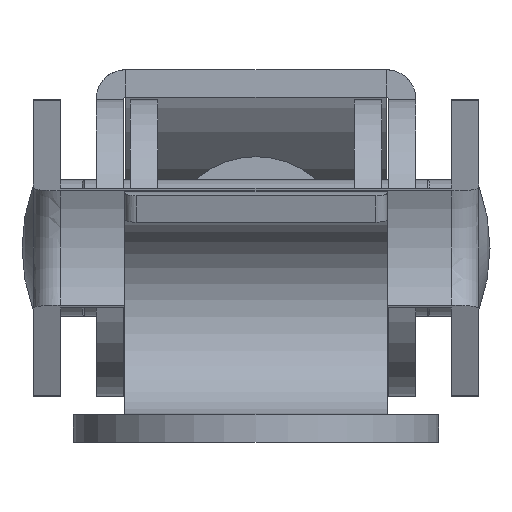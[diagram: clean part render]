
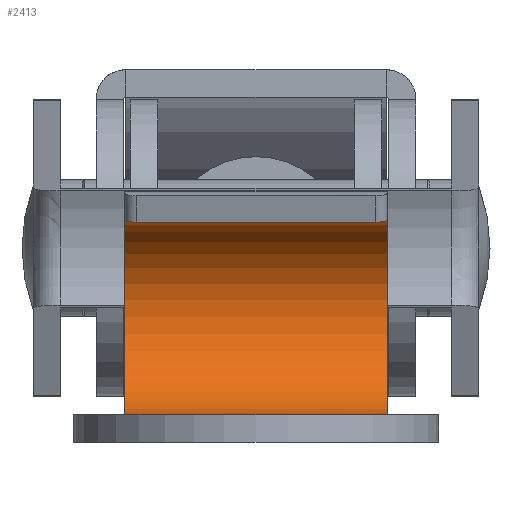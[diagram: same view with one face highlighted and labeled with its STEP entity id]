
A CAD part, left-side view. The second image highlights one B-rep face of the part: STEP entity #2413.
In plain terms, the highlighted cylindrical face has radius 4.3 mm (diameter 8.6 mm), a partial arc.
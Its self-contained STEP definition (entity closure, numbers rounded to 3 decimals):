
#85=CYLINDRICAL_SURFACE('',#2624,4.3);
#261=LINE('',#6698,#431);
#264=LINE('',#6705,#434);
#431=VECTOR('',#3130,10.5);
#434=VECTOR('',#3137,11.5);
#655=FACE_OUTER_BOUND('',#824,.T.);
#824=EDGE_LOOP('',(#2034,#2035,#2036,#2037,#2038,#2039));
#980=CIRCLE('',#2618,4.3);
#982=CIRCLE('',#2625,4.3);
#1071=B_SPLINE_CURVE_WITH_KNOTS('',3,(#6685,#6686,#6687,#6688,#6689,#6690,
#6691,#6692,#6693,#6694),.UNSPECIFIED.,.F.,.F.,(4,2,2,2,4),(0.227,
0.246,0.265,0.284,0.303),
 .UNSPECIFIED.);
#1072=B_SPLINE_CURVE_WITH_KNOTS('',3,(#6706,#6707,#6708,#6709,#6710,#6711,
#6712,#6713,#6714,#6715),.UNSPECIFIED.,.F.,.F.,(4,2,2,2,4),(0.151,
0.17,0.189,0.208,0.227),
 .UNSPECIFIED.);
#1213=VERTEX_POINT('',#6654);
#1214=VERTEX_POINT('',#6656);
#1220=VERTEX_POINT('',#6682);
#1221=VERTEX_POINT('',#6684);
#1222=VERTEX_POINT('',#6697);
#1224=VERTEX_POINT('',#6703);
#1500=EDGE_CURVE('',#1213,#1214,#980,.T.);
#1509=EDGE_CURVE('',#1220,#1221,#1071,.T.);
#1511=EDGE_CURVE('',#1221,#1222,#261,.T.);
#1514=EDGE_CURVE('',#1224,#1220,#982,.T.);
#1515=EDGE_CURVE('',#1214,#1224,#264,.T.);
#1516=EDGE_CURVE('',#1222,#1213,#1072,.T.);
#2034=ORIENTED_EDGE('',*,*,#1509,.F.);
#2035=ORIENTED_EDGE('',*,*,#1514,.F.);
#2036=ORIENTED_EDGE('',*,*,#1515,.F.);
#2037=ORIENTED_EDGE('',*,*,#1500,.F.);
#2038=ORIENTED_EDGE('',*,*,#1516,.F.);
#2039=ORIENTED_EDGE('',*,*,#1511,.F.);
#2413=ADVANCED_FACE('',(#655),#85,.F.);
#2618=AXIS2_PLACEMENT_3D('',#6657,#3111,#3112);
#2624=AXIS2_PLACEMENT_3D('',#6702,#3133,#3134);
#2625=AXIS2_PLACEMENT_3D('',#6704,#3135,#3136);
#3111=DIRECTION('center_axis',(0.,0.,-1.));
#3112=DIRECTION('ref_axis',(0.,1.,0.));
#3130=DIRECTION('',(0.,0.,1.));
#3133=DIRECTION('center_axis',(0.,0.,1.));
#3134=DIRECTION('ref_axis',(0.,1.,0.));
#3135=DIRECTION('center_axis',(0.,0.,1.));
#3136=DIRECTION('ref_axis',(0.,1.,0.));
#3137=DIRECTION('',(0.,0.,-1.));
#6654=CARTESIAN_POINT('',(35.816,9.745,5.75));
#6656=CARTESIAN_POINT('',(36.5,1.2,5.75));
#6657=CARTESIAN_POINT('Origin',(36.5,5.5,5.75));
#6682=CARTESIAN_POINT('',(35.816,9.745,-5.75));
#6684=CARTESIAN_POINT('',(35.327,9.637,-5.25));
#6685=CARTESIAN_POINT('Ctrl Pts',(35.816,9.745,-5.75));
#6686=CARTESIAN_POINT('Ctrl Pts',(35.754,9.735,-5.75));
#6687=CARTESIAN_POINT('Ctrl Pts',(35.688,9.723,-5.738));
#6688=CARTESIAN_POINT('Ctrl Pts',(35.567,9.698,-5.687));
#6689=CARTESIAN_POINT('Ctrl Pts',(35.512,9.685,-5.648));
#6690=CARTESIAN_POINT('Ctrl Pts',(35.426,9.664,-5.559));
#6691=CARTESIAN_POINT('Ctrl Pts',(35.389,9.654,-5.503));
#6692=CARTESIAN_POINT('Ctrl Pts',(35.339,9.64,-5.38));
#6693=CARTESIAN_POINT('Ctrl Pts',(35.327,9.637,-5.313));
#6694=CARTESIAN_POINT('Ctrl Pts',(35.327,9.637,-5.25));
#6697=CARTESIAN_POINT('',(35.327,9.637,5.25));
#6698=CARTESIAN_POINT('',(35.327,9.637,0.));
#6702=CARTESIAN_POINT('Origin',(36.5,5.5,0.));
#6703=CARTESIAN_POINT('',(36.5,1.2,-5.75));
#6704=CARTESIAN_POINT('Origin',(36.5,5.5,-5.75));
#6705=CARTESIAN_POINT('',(36.5,1.2,0.));
#6706=CARTESIAN_POINT('Ctrl Pts',(35.327,9.637,5.25));
#6707=CARTESIAN_POINT('Ctrl Pts',(35.327,9.637,5.313));
#6708=CARTESIAN_POINT('Ctrl Pts',(35.339,9.64,5.38));
#6709=CARTESIAN_POINT('Ctrl Pts',(35.389,9.654,5.503));
#6710=CARTESIAN_POINT('Ctrl Pts',(35.426,9.664,5.559));
#6711=CARTESIAN_POINT('Ctrl Pts',(35.512,9.685,5.648));
#6712=CARTESIAN_POINT('Ctrl Pts',(35.567,9.698,5.687));
#6713=CARTESIAN_POINT('Ctrl Pts',(35.688,9.723,5.738));
#6714=CARTESIAN_POINT('Ctrl Pts',(35.754,9.735,5.75));
#6715=CARTESIAN_POINT('Ctrl Pts',(35.816,9.745,5.75));
